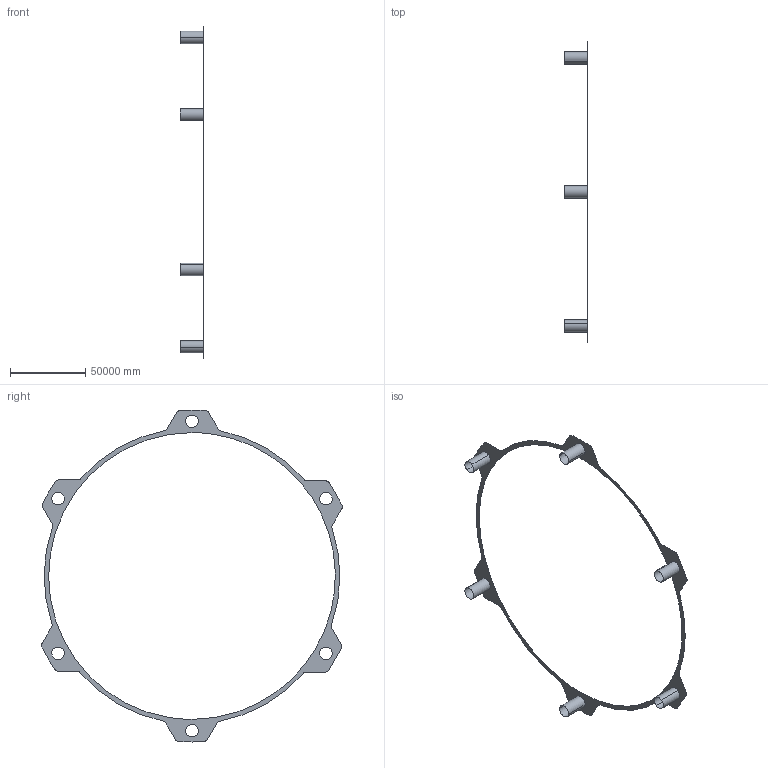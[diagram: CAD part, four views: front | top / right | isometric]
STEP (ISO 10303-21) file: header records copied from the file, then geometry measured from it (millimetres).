
FILE_DESCRIPTION(('Open CASCADE Model'),'2;1');
FILE_NAME('Open CASCADE Shape Model','2016-03-10T13:36:47',('Author'),( 'Open CASCADE'),'Open CASCADE STEP processor 6.9','Open CASCADE 6.9' ,'Unknown');
FILE_SCHEMA(('AUTOMOTIVE_DESIGN { 1 0 10303 214 1 1 1 1 }'));
Length unit declared in the file: metre
Products named in the file (1): Open CASCADE STEP translator 6.9 1
Bounding box: 15500 x 199389.25 x 220000 mm (x, y, z)
Surface area: 5889616635.2 mm2 (no closed solid volume)
Topology: 0 solids, 1 shells, 13 faces, 88 edges, 76 vertices
Faces by surface type: cylinder 12, plane 1
Entity records: 1920 total; most frequent: CARTESIAN_POINT 682, DIRECTION 236, ORIENTED_EDGE 112, PCURVE 112, DEFINITIONAL_REPRESENTATION 112, EDGE_CURVE 88, SURFACE_CURVE 88, LINE 84
